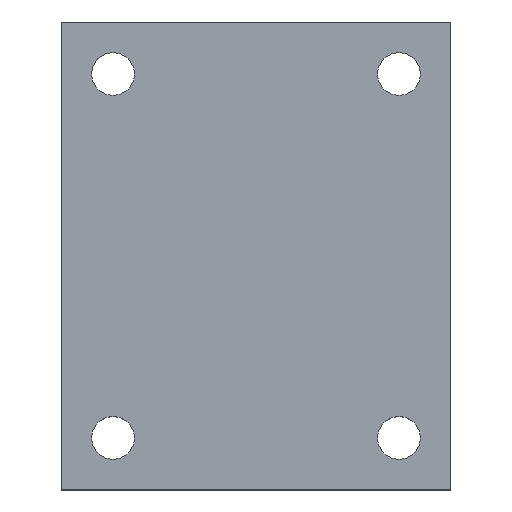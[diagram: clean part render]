
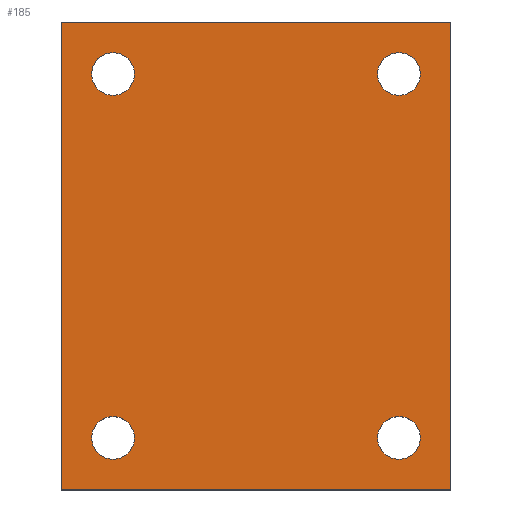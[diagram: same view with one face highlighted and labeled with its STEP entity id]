
A CAD part, top view. The second image highlights one B-rep face of the part: STEP entity #185.
In plain terms, the highlighted planar face has unit normal (0, 0, 1).
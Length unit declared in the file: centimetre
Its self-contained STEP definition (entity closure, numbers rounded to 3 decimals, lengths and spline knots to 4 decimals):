
#26=FACE_BOUND('',#62,.T.);
#27=FACE_BOUND('',#63,.T.);
#28=FACE_BOUND('',#64,.T.);
#29=FACE_BOUND('',#65,.T.);
#38=CIRCLE('',#202,0.41);
#39=CIRCLE('',#203,0.41);
#40=CIRCLE('',#204,0.41);
#41=CIRCLE('',#205,0.41);
#47=FACE_OUTER_BOUND('',#61,.T.);
#61=EDGE_LOOP('',(#158,#159,#160,#161));
#62=EDGE_LOOP('',(#162));
#63=EDGE_LOOP('',(#163));
#64=EDGE_LOOP('',(#164));
#65=EDGE_LOOP('',(#165));
#79=LINE('',#282,#91);
#81=LINE('',#286,#93);
#83=LINE('',#290,#95);
#85=LINE('',#293,#97);
#91=VECTOR('',#229,9.);
#93=VECTOR('',#233,7.5);
#95=VECTOR('',#237,9.);
#97=VECTOR('',#241,7.5);
#106=VERTEX_POINT('',#279);
#107=VERTEX_POINT('',#281);
#108=VERTEX_POINT('',#285);
#109=VERTEX_POINT('',#289);
#110=VERTEX_POINT('',#295);
#111=VERTEX_POINT('',#297);
#112=VERTEX_POINT('',#299);
#113=VERTEX_POINT('',#301);
#123=EDGE_CURVE('',#106,#107,#79,.T.);
#125=EDGE_CURVE('',#107,#108,#81,.T.);
#127=EDGE_CURVE('',#108,#109,#83,.T.);
#129=EDGE_CURVE('',#109,#106,#85,.T.);
#130=EDGE_CURVE('',#110,#110,#38,.T.);
#131=EDGE_CURVE('',#111,#111,#39,.T.);
#132=EDGE_CURVE('',#112,#112,#40,.T.);
#133=EDGE_CURVE('',#113,#113,#41,.T.);
#158=ORIENTED_EDGE('',*,*,#123,.F.);
#159=ORIENTED_EDGE('',*,*,#129,.F.);
#160=ORIENTED_EDGE('',*,*,#127,.F.);
#161=ORIENTED_EDGE('',*,*,#125,.F.);
#162=ORIENTED_EDGE('',*,*,#130,.F.);
#163=ORIENTED_EDGE('',*,*,#131,.F.);
#164=ORIENTED_EDGE('',*,*,#132,.F.);
#165=ORIENTED_EDGE('',*,*,#133,.F.);
#179=PLANE('',#201);
#185=ADVANCED_FACE('',(#47,#26,#27,#28,#29),#179,.T.);
#201=AXIS2_PLACEMENT_3D('',#294,#242,#243);
#202=AXIS2_PLACEMENT_3D('',#296,#244,#245);
#203=AXIS2_PLACEMENT_3D('',#298,#246,#247);
#204=AXIS2_PLACEMENT_3D('',#300,#248,#249);
#205=AXIS2_PLACEMENT_3D('',#302,#250,#251);
#229=DIRECTION('',(0.,1.,0.));
#233=DIRECTION('',(1.,0.,0.));
#237=DIRECTION('',(0.,-1.,0.));
#241=DIRECTION('',(-1.,0.,0.));
#242=DIRECTION('center_axis',(0.,0.,1.));
#243=DIRECTION('ref_axis',(1.,0.,0.));
#244=DIRECTION('center_axis',(0.,0.,1.));
#245=DIRECTION('ref_axis',(-1.,0.,0.));
#246=DIRECTION('center_axis',(0.,0.,1.));
#247=DIRECTION('ref_axis',(-1.,0.,0.));
#248=DIRECTION('center_axis',(0.,0.,1.));
#249=DIRECTION('ref_axis',(-1.,0.,0.));
#250=DIRECTION('center_axis',(0.,0.,1.));
#251=DIRECTION('ref_axis',(-1.,0.,0.));
#279=CARTESIAN_POINT('',(-3.75,-4.5,0.2));
#281=CARTESIAN_POINT('',(-3.75,4.5,0.2));
#282=CARTESIAN_POINT('',(-3.75,-4.5,0.2));
#285=CARTESIAN_POINT('',(3.75,4.5,0.2));
#286=CARTESIAN_POINT('',(-3.75,4.5,0.2));
#289=CARTESIAN_POINT('',(3.75,-4.5,0.2));
#290=CARTESIAN_POINT('',(3.75,4.5,0.2));
#293=CARTESIAN_POINT('',(3.75,-4.5,0.2));
#294=CARTESIAN_POINT('Origin',(0.,0.,0.2));
#295=CARTESIAN_POINT('',(-2.34,3.5,0.2));
#296=CARTESIAN_POINT('Origin',(-2.75,3.5,0.2));
#297=CARTESIAN_POINT('',(3.16,3.5,0.2));
#298=CARTESIAN_POINT('Origin',(2.75,3.5,0.2));
#299=CARTESIAN_POINT('',(-2.34,-3.5,0.2));
#300=CARTESIAN_POINT('Origin',(-2.75,-3.5,0.2));
#301=CARTESIAN_POINT('',(3.16,-3.5,0.2));
#302=CARTESIAN_POINT('Origin',(2.75,-3.5,0.2));
